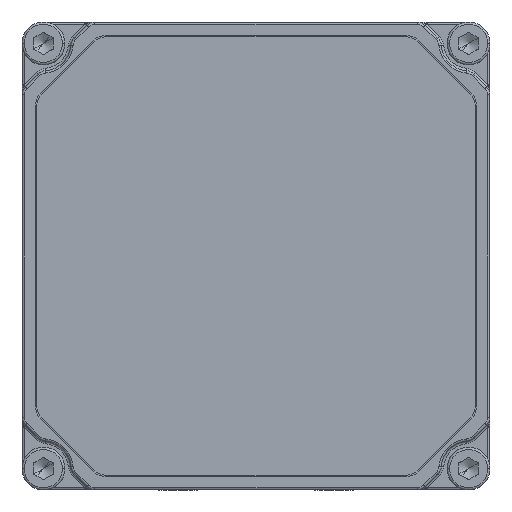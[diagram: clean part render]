
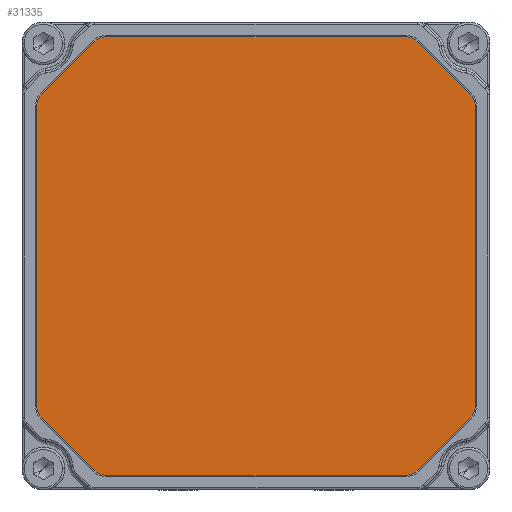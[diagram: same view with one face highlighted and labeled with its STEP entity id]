
A CAD part, front view. The second image highlights one B-rep face of the part: STEP entity #31335.
In plain terms, the highlighted face is planar.
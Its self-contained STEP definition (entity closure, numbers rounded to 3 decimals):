
#30880=CARTESIAN_POINT('',(26.1,-19.318,0.));
#30881=DIRECTION('',(0.,0.,1.));
#30882=DIRECTION('',(0.705,-0.709,0.));
#30883=AXIS2_PLACEMENT_3D('',#30880,#30881,#30882);
#30888=CARTESIAN_POINT('',(26.1,19.318,0.));
#30889=DIRECTION('',(0.,0.,1.));
#30890=DIRECTION('',(1.,0.,0.));
#30891=AXIS2_PLACEMENT_3D('',#30888,#30889,#30890);
#30896=DIRECTION('',(-0.709,0.705,0.));
#30897=VECTOR('',#30896,9.622);
#30898=CARTESIAN_POINT('',(27.51,20.736,0.));
#30899=LINE('',#30898,#30897);
#30903=CARTESIAN_POINT('',(19.275,26.1,0.));
#30904=DIRECTION('',(0.,0.,1.));
#30905=DIRECTION('',(0.705,0.709,0.));
#30906=AXIS2_PLACEMENT_3D('',#30903,#30904,#30905);
#30911=CARTESIAN_POINT('',(-19.275,26.1,0.));
#30912=DIRECTION('',(0.,0.,1.));
#30913=DIRECTION('',(0.,1.,0.));
#30914=AXIS2_PLACEMENT_3D('',#30911,#30912,#30913);
#30919=DIRECTION('',(-0.709,-0.705,0.));
#30920=VECTOR('',#30919,9.622);
#30921=CARTESIAN_POINT('',(-20.685,27.519,0.));
#30922=LINE('',#30921,#30920);
#30926=CARTESIAN_POINT('',(-26.1,19.318,0.));
#30927=DIRECTION('',(0.,0.,1.));
#30928=DIRECTION('',(-0.705,0.709,0.));
#30929=AXIS2_PLACEMENT_3D('',#30926,#30927,#30928);
#30934=CARTESIAN_POINT('',(-26.1,-19.318,0.));
#30935=DIRECTION('',(0.,0.,1.));
#30936=DIRECTION('',(-1.,0.,0.));
#30937=AXIS2_PLACEMENT_3D('',#30934,#30935,#30936);
#30942=DIRECTION('',(0.709,-0.705,0.));
#30943=VECTOR('',#30942,9.622);
#30944=CARTESIAN_POINT('',(-27.51,-20.736,0.));
#30945=LINE('',#30944,#30943);
#30949=CARTESIAN_POINT('',(-19.275,-26.1,0.));
#30950=DIRECTION('',(0.,0.,1.));
#30951=DIRECTION('',(-0.705,-0.709,0.));
#30952=AXIS2_PLACEMENT_3D('',#30949,#30950,#30951);
#30957=CARTESIAN_POINT('',(19.275,-26.1,0.));
#30958=DIRECTION('',(0.,0.,1.));
#30959=DIRECTION('',(0.,-1.,0.));
#30960=AXIS2_PLACEMENT_3D('',#30957,#30958,#30959);
#30965=DIRECTION('',(0.709,0.705,0.));
#30966=VECTOR('',#30965,9.622);
#30967=CARTESIAN_POINT('',(20.685,-27.519,0.));
#30968=LINE('',#30967,#30966);
#31000=DIRECTION('',(-1.,0.,0.));
#31001=VECTOR('',#31000,38.55);
#31002=CARTESIAN_POINT('',(19.275,-28.1,0.));
#31003=LINE('',#31002,#31001);
#31035=DIRECTION('',(0.,1.,0.));
#31036=VECTOR('',#31035,38.635);
#31037=CARTESIAN_POINT('',(-28.1,-19.318,0.));
#31038=LINE('',#31037,#31036);
#31070=DIRECTION('',(1.,0.,0.));
#31071=VECTOR('',#31070,38.55);
#31072=CARTESIAN_POINT('',(-19.275,28.1,0.));
#31073=LINE('',#31072,#31071);
#31105=DIRECTION('',(0.,-1.,0.));
#31106=VECTOR('',#31105,38.635);
#31107=CARTESIAN_POINT('',(28.1,19.318,0.));
#31108=LINE('',#31107,#31106);
#31232=CARTESIAN_POINT('',(27.51,-20.736,0.));
#31233=CARTESIAN_POINT('',(28.1,-19.318,0.));
#31234=VERTEX_POINT('',#31232);
#31235=VERTEX_POINT('',#31233);
#31236=CARTESIAN_POINT('',(28.1,19.318,0.));
#31237=VERTEX_POINT('',#31236);
#31238=CARTESIAN_POINT('',(27.51,20.736,0.));
#31239=VERTEX_POINT('',#31238);
#31240=CARTESIAN_POINT('',(20.685,27.519,0.));
#31241=VERTEX_POINT('',#31240);
#31242=CARTESIAN_POINT('',(19.275,28.1,0.));
#31243=VERTEX_POINT('',#31242);
#31244=CARTESIAN_POINT('',(-19.275,28.1,0.));
#31245=VERTEX_POINT('',#31244);
#31246=CARTESIAN_POINT('',(-20.685,27.519,0.));
#31247=VERTEX_POINT('',#31246);
#31248=CARTESIAN_POINT('',(-27.51,20.736,0.));
#31249=VERTEX_POINT('',#31248);
#31250=CARTESIAN_POINT('',(-28.1,19.318,0.));
#31251=VERTEX_POINT('',#31250);
#31252=CARTESIAN_POINT('',(-28.1,-19.318,0.));
#31253=VERTEX_POINT('',#31252);
#31254=CARTESIAN_POINT('',(-27.51,-20.736,0.));
#31255=VERTEX_POINT('',#31254);
#31256=CARTESIAN_POINT('',(-20.685,-27.519,0.));
#31257=VERTEX_POINT('',#31256);
#31258=CARTESIAN_POINT('',(-19.275,-28.1,0.));
#31259=VERTEX_POINT('',#31258);
#31260=CARTESIAN_POINT('',(19.275,-28.1,0.));
#31261=VERTEX_POINT('',#31260);
#31262=CARTESIAN_POINT('',(20.685,-27.519,0.));
#31263=VERTEX_POINT('',#31262);
#31296=CARTESIAN_POINT('',(0.,0.,0.));
#31297=DIRECTION('',(0.,0.,1.));
#31298=DIRECTION('',(1.,0.,0.));
#31299=AXIS2_PLACEMENT_3D('',#31296,#31297,#31298);
#31300=PLANE('',#31299);
#31302=ORIENTED_EDGE('',*,*,#31301,.T.);
#31304=ORIENTED_EDGE('',*,*,#31303,.F.);
#31306=ORIENTED_EDGE('',*,*,#31305,.T.);
#31308=ORIENTED_EDGE('',*,*,#31307,.T.);
#31310=ORIENTED_EDGE('',*,*,#31309,.T.);
#31312=ORIENTED_EDGE('',*,*,#31311,.F.);
#31314=ORIENTED_EDGE('',*,*,#31313,.T.);
#31316=ORIENTED_EDGE('',*,*,#31315,.T.);
#31318=ORIENTED_EDGE('',*,*,#31317,.T.);
#31320=ORIENTED_EDGE('',*,*,#31319,.F.);
#31322=ORIENTED_EDGE('',*,*,#31321,.T.);
#31324=ORIENTED_EDGE('',*,*,#31323,.T.);
#31326=ORIENTED_EDGE('',*,*,#31325,.T.);
#31328=ORIENTED_EDGE('',*,*,#31327,.F.);
#31330=ORIENTED_EDGE('',*,*,#31329,.T.);
#31332=ORIENTED_EDGE('',*,*,#31331,.T.);
#31333=EDGE_LOOP('',(#31302,#31304,#31306,#31308,#31310,#31312,#31314,#31316,
#31318,#31320,#31322,#31324,#31326,#31328,#31330,#31332));
#31334=FACE_OUTER_BOUND('',#31333,.F.);
#31335=ADVANCED_FACE('',(#31334),#31300,.F.);
#30884=CIRCLE('',#30883,2.);
#30892=CIRCLE('',#30891,2.);
#30907=CIRCLE('',#30906,2.);
#30915=CIRCLE('',#30914,2.);
#30930=CIRCLE('',#30929,2.);
#30938=CIRCLE('',#30937,2.);
#30953=CIRCLE('',#30952,2.);
#30961=CIRCLE('',#30960,2.);
#31301=EDGE_CURVE('',#31234,#31235,#30884,.T.);
#31303=EDGE_CURVE('',#31237,#31235,#31108,.T.);
#31305=EDGE_CURVE('',#31237,#31239,#30892,.T.);
#31307=EDGE_CURVE('',#31239,#31241,#30899,.T.);
#31309=EDGE_CURVE('',#31241,#31243,#30907,.T.);
#31311=EDGE_CURVE('',#31245,#31243,#31073,.T.);
#31313=EDGE_CURVE('',#31245,#31247,#30915,.T.);
#31315=EDGE_CURVE('',#31247,#31249,#30922,.T.);
#31317=EDGE_CURVE('',#31249,#31251,#30930,.T.);
#31319=EDGE_CURVE('',#31253,#31251,#31038,.T.);
#31321=EDGE_CURVE('',#31253,#31255,#30938,.T.);
#31323=EDGE_CURVE('',#31255,#31257,#30945,.T.);
#31325=EDGE_CURVE('',#31257,#31259,#30953,.T.);
#31327=EDGE_CURVE('',#31261,#31259,#31003,.T.);
#31329=EDGE_CURVE('',#31261,#31263,#30961,.T.);
#31331=EDGE_CURVE('',#31263,#31234,#30968,.T.);
